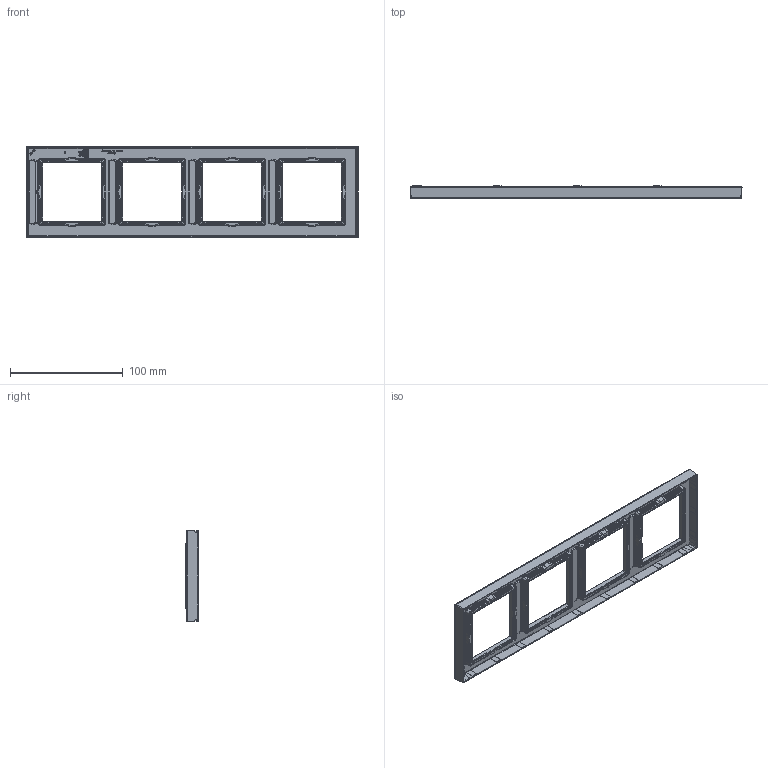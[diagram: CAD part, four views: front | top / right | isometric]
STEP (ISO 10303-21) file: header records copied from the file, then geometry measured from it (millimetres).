
FILE_DESCRIPTION((''),'2;1');
FILE_NAME('WAD6403XX_GEN_ASM','2025-11-03T10:29:40',('dembskd'),(''),'CREO PARAMETRIC BY PTC INC, 2025010','CREO PARAMETRIC BY PTC INC, 2025010','');
FILE_SCHEMA(('CONFIG_CONTROL_DESIGN','SHAPE_APPEARANCE_LAYERS_GROUPS'));
Products named in the file (6): W3A0400_GEN; W2A0573_00_ASM; W1A2343_GEN; W1Z0186_00; W2A2343_99_ASM; WAD6403XX_GEN_ASM
Assembly tree (8 placements, depth 3):
  WAD6403XX_GEN_ASM
    W2A0573_00_ASM
      W3A0400_GEN
    W2A2343_99_ASM  x4
      W1A2343_GEN
      W1Z0186_00
Bounding box: 294.5 x 10.7 x 81.5 mm (x, y, z)
Volume: 39198.1 mm3; surface area: 58801.7 mm2
Topology: 9 solids, 9 shells, 4261 faces, 11189 edges, 7134 vertices
Faces by surface type: plane 1759, cylinder 852, extrusion 806, bspline 692, torus 52, sphere 48, cone 36, revolution 16
Entity records: 229256 total; most frequent: CARTESIAN_POINT 88812, ORIENTED_EDGE 19644, PRESENTATION_STYLE_ASSIGNMENT 14076, DIRECTION 13240, STYLED_ITEM 10650, CURVE_STYLE 10644, EDGE_CURVE 9822, VECTOR 6426
